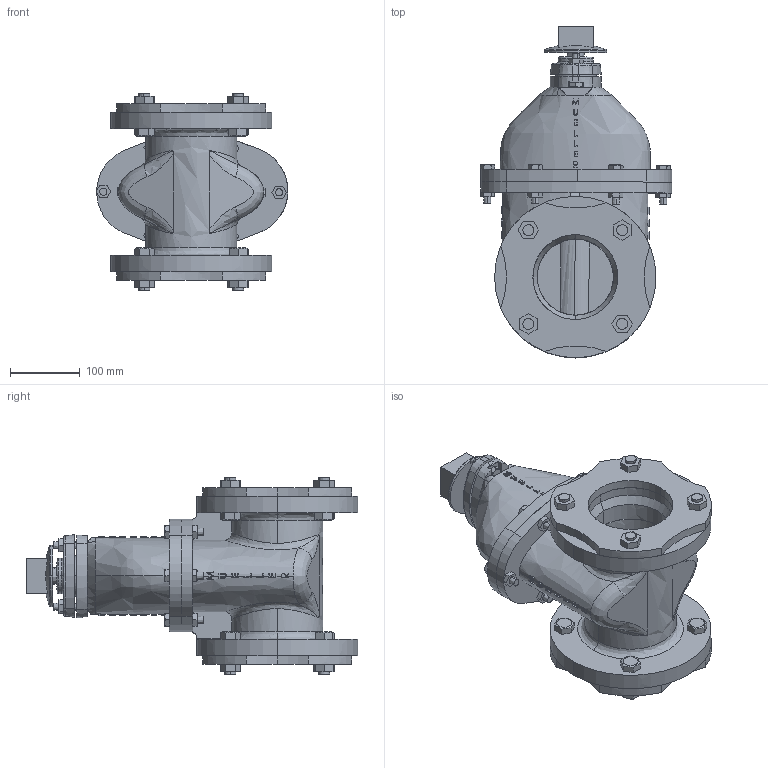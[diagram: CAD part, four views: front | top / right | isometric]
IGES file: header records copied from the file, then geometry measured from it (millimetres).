
Start section: SolidWorks IGES file using NURBS representation for surfaces
Global section: file name: A-2360-20_04_N.IGS; native system: SolidWorks 2014; preprocessor: SolidWorks 2014; author: CAD; date: 150223.130912; units: inch
Bounding box: 275.24 x 476.37 x 282.55 mm (x, y, z)
Volume: 7760044.8 mm3; surface area: 1042607.5 mm2
Topology: 57 solids, 57 shells, 1248 faces, 3227 edges, 2115 vertices
Faces by surface type: bspline 1248
